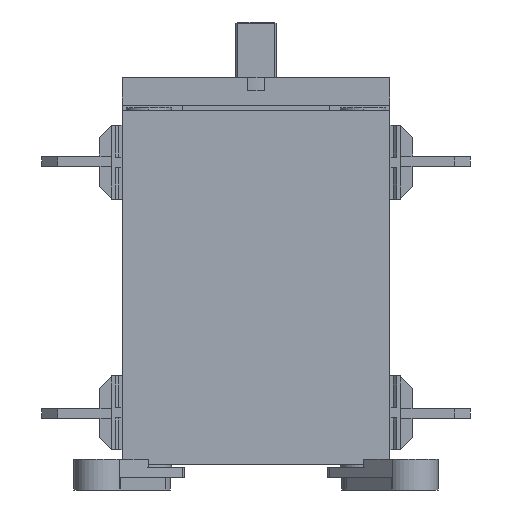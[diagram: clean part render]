
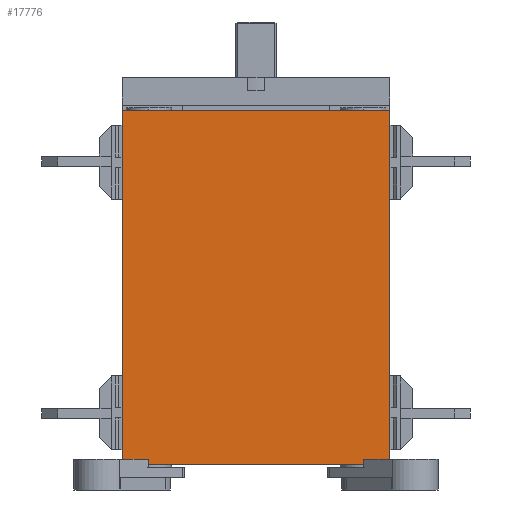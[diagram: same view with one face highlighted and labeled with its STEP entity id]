
A CAD part, left-side view. The second image highlights one B-rep face of the part: STEP entity #17776.
In plain terms, the highlighted planar face has unit normal (-1, 0, 0).
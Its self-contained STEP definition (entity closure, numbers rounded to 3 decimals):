
#242=DIRECTION('',(0.,-1.,0.));
#243=VECTOR('',#242,100.);
#244=CARTESIAN_POINT('',(-50.,100.,-108.6));
#245=LINE('',#244,#243);
#446=DIRECTION('',(0.,0.,-1.));
#447=VECTOR('',#446,132.2);
#448=CARTESIAN_POINT('',(-50.,100.,23.6));
#449=LINE('',#448,#447);
#1894=DIRECTION('',(0.,1.,0.));
#1895=VECTOR('',#1894,100.);
#1896=CARTESIAN_POINT('',(-50.,0.,23.6));
#1897=LINE('',#1896,#1895);
#4080=DIRECTION('',(0.,0.,-1.));
#4081=VECTOR('',#4080,132.2);
#4082=CARTESIAN_POINT('',(-50.,0.,23.6));
#4083=LINE('',#4082,#4081);
#12610=CARTESIAN_POINT('',(-50.,100.,-108.6));
#12611=VERTEX_POINT('',#12610);
#12612=CARTESIAN_POINT('',(-50.,0.,-108.6));
#12613=VERTEX_POINT('',#12612);
#12704=CARTESIAN_POINT('',(-50.,100.,23.6));
#12705=VERTEX_POINT('',#12704);
#13295=CARTESIAN_POINT('',(-50.,0.,23.6));
#13296=VERTEX_POINT('',#13295);
#17765=CARTESIAN_POINT('',(-50.,90.,3.3));
#17766=DIRECTION('',(1.,0.,0.));
#17767=DIRECTION('',(0.,0.,1.));
#17768=AXIS2_PLACEMENT_3D('',#17765,#17766,#17767);
#17769=PLANE('',#17768);
#17770=ORIENTED_EDGE('',*,*,#15070,.F.);
#17771=ORIENTED_EDGE('',*,*,#16000,.F.);
#17772=ORIENTED_EDGE('',*,*,#15424,.T.);
#17773=ORIENTED_EDGE('',*,*,#14947,.F.);
#17774=EDGE_LOOP('',(#17770,#17771,#17772,#17773));
#17775=FACE_OUTER_BOUND('',#17774,.F.);
#14947=EDGE_CURVE('',#12611,#12613,#245,.T.);
#15070=EDGE_CURVE('',#12705,#12611,#449,.T.);
#15424=EDGE_CURVE('',#13296,#12613,#4083,.T.);
#16000=EDGE_CURVE('',#13296,#12705,#1897,.T.);
#17776=ADVANCED_FACE('',(#17775),#17769,.F.);
